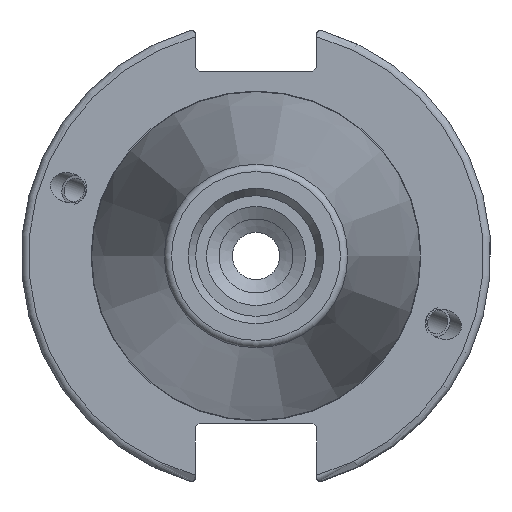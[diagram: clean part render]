
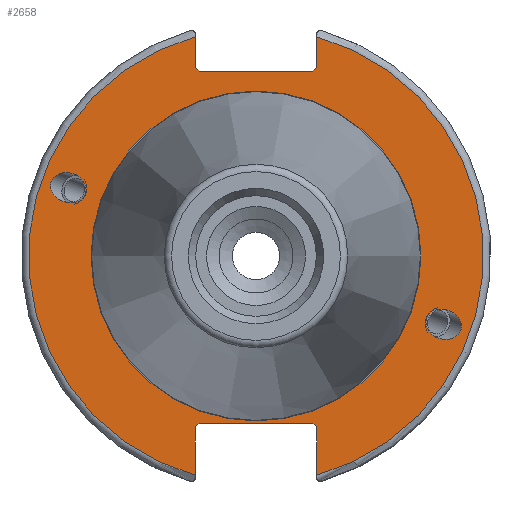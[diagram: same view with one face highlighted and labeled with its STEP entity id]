
A CAD part, left-side view. The second image highlights one B-rep face of the part: STEP entity #2658.
In plain terms, the highlighted planar face has unit normal (-1, 0, 0).
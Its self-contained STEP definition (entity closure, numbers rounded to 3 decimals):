
#405=ELLIPSE('',#2981,2.442,2.);
#414=ELLIPSE('',#3024,2.442,2.);
#432=PLANE('',#3030);
#482=FACE_BOUND('',#748,.T.);
#483=FACE_BOUND('',#749,.T.);
#484=FACE_BOUND('',#750,.T.);
#603=FACE_OUTER_BOUND('',#747,.T.);
#747=EDGE_LOOP('',(#2062,#2063,#2064,#2065,#2066,#2067,#2068,#2069,#2070,
#2071,#2072,#2073));
#748=EDGE_LOOP('',(#2074));
#749=EDGE_LOOP('',(#2075));
#750=EDGE_LOOP('',(#2076));
#893=LINE('',#4477,#1032);
#894=LINE('',#4479,#1033);
#895=LINE('',#4481,#1034);
#896=LINE('',#4483,#1035);
#897=LINE('',#4485,#1036);
#898=LINE('',#4489,#1037);
#899=LINE('',#4491,#1038);
#900=LINE('',#4493,#1039);
#901=LINE('',#4495,#1040);
#902=LINE('',#4496,#1041);
#1032=VECTOR('',#3496,10.);
#1033=VECTOR('',#3497,10.);
#1034=VECTOR('',#3498,10.);
#1035=VECTOR('',#3499,10.);
#1036=VECTOR('',#3500,10.);
#1037=VECTOR('',#3503,10.);
#1038=VECTOR('',#3504,10.);
#1039=VECTOR('',#3505,10.);
#1040=VECTOR('',#3506,10.);
#1041=VECTOR('',#3507,10.);
#1171=CIRCLE('',#3028,22.3);
#1173=CIRCLE('',#3031,30.75);
#1174=CIRCLE('',#3032,30.75);
#1302=VERTEX_POINT('',#4278);
#1342=VERTEX_POINT('',#4461);
#1345=VERTEX_POINT('',#4468);
#1346=VERTEX_POINT('',#4473);
#1347=VERTEX_POINT('',#4474);
#1348=VERTEX_POINT('',#4476);
#1349=VERTEX_POINT('',#4478);
#1350=VERTEX_POINT('',#4480);
#1351=VERTEX_POINT('',#4482);
#1352=VERTEX_POINT('',#4484);
#1353=VERTEX_POINT('',#4486);
#1354=VERTEX_POINT('',#4488);
#1355=VERTEX_POINT('',#4490);
#1356=VERTEX_POINT('',#4492);
#1357=VERTEX_POINT('',#4494);
#1556=EDGE_CURVE('',#1302,#1302,#405,.T.);
#1612=EDGE_CURVE('',#1342,#1342,#414,.T.);
#1615=EDGE_CURVE('',#1345,#1345,#1171,.T.);
#1617=EDGE_CURVE('',#1346,#1347,#1173,.T.);
#1618=EDGE_CURVE('',#1346,#1348,#893,.T.);
#1619=EDGE_CURVE('',#1349,#1348,#894,.T.);
#1620=EDGE_CURVE('',#1349,#1350,#895,.T.);
#1621=EDGE_CURVE('',#1351,#1350,#896,.T.);
#1622=EDGE_CURVE('',#1351,#1352,#897,.T.);
#1623=EDGE_CURVE('',#1353,#1352,#1174,.T.);
#1624=EDGE_CURVE('',#1353,#1354,#898,.T.);
#1625=EDGE_CURVE('',#1355,#1354,#899,.T.);
#1626=EDGE_CURVE('',#1355,#1356,#900,.T.);
#1627=EDGE_CURVE('',#1357,#1356,#901,.T.);
#1628=EDGE_CURVE('',#1357,#1347,#902,.T.);
#2062=ORIENTED_EDGE('',*,*,#1617,.F.);
#2063=ORIENTED_EDGE('',*,*,#1618,.T.);
#2064=ORIENTED_EDGE('',*,*,#1619,.F.);
#2065=ORIENTED_EDGE('',*,*,#1620,.T.);
#2066=ORIENTED_EDGE('',*,*,#1621,.F.);
#2067=ORIENTED_EDGE('',*,*,#1622,.T.);
#2068=ORIENTED_EDGE('',*,*,#1623,.F.);
#2069=ORIENTED_EDGE('',*,*,#1624,.T.);
#2070=ORIENTED_EDGE('',*,*,#1625,.F.);
#2071=ORIENTED_EDGE('',*,*,#1626,.T.);
#2072=ORIENTED_EDGE('',*,*,#1627,.F.);
#2073=ORIENTED_EDGE('',*,*,#1628,.T.);
#2074=ORIENTED_EDGE('',*,*,#1556,.T.);
#2075=ORIENTED_EDGE('',*,*,#1612,.T.);
#2076=ORIENTED_EDGE('',*,*,#1615,.F.);
#2658=ADVANCED_FACE('',(#603,#482,#483,#484),#432,.T.);
#2981=AXIS2_PLACEMENT_3D('',#4280,#3377,#3378);
#3024=AXIS2_PLACEMENT_3D('',#4463,#3480,#3481);
#3028=AXIS2_PLACEMENT_3D('',#4470,#3488,#3489);
#3030=AXIS2_PLACEMENT_3D('',#4472,#3492,#3493);
#3031=AXIS2_PLACEMENT_3D('',#4475,#3494,#3495);
#3032=AXIS2_PLACEMENT_3D('',#4487,#3501,#3502);
#3377=DIRECTION('center_axis',(1.,0.,0.));
#3378=DIRECTION('ref_axis',(0.,-0.94,-0.342));
#3480=DIRECTION('center_axis',(1.,0.,0.));
#3481=DIRECTION('ref_axis',(0.,0.94,0.342));
#3488=DIRECTION('center_axis',(-1.,0.,0.));
#3489=DIRECTION('ref_axis',(0.,-1.,0.));
#3492=DIRECTION('center_axis',(-1.,0.,0.));
#3493=DIRECTION('ref_axis',(0.,0.,1.));
#3494=DIRECTION('center_axis',(1.,0.,0.));
#3495=DIRECTION('ref_axis',(0.,-1.,0.));
#3496=DIRECTION('',(0.,0.,-1.));
#3497=DIRECTION('',(0.,-0.707,0.707));
#3498=DIRECTION('',(0.,1.,0.));
#3499=DIRECTION('',(0.,-0.707,-0.707));
#3500=DIRECTION('',(0.,0.,1.));
#3501=DIRECTION('center_axis',(1.,0.,0.));
#3502=DIRECTION('ref_axis',(0.,1.,0.));
#3503=DIRECTION('',(0.,0.,1.));
#3504=DIRECTION('',(0.,0.707,-0.707));
#3505=DIRECTION('',(0.,-1.,0.));
#3506=DIRECTION('',(0.,0.707,0.707));
#3507=DIRECTION('',(0.,0.,-1.));
#4278=CARTESIAN_POINT('',(3.175,-23.077,-8.399));
#4280=CARTESIAN_POINT('Origin',(3.175,-25.372,-9.235));
#4461=CARTESIAN_POINT('',(3.175,23.077,8.399));
#4463=CARTESIAN_POINT('Origin',(3.175,25.372,9.235));
#4468=CARTESIAN_POINT('',(3.175,0.,22.3));
#4470=CARTESIAN_POINT('Origin',(3.175,0.,0.));
#4472=CARTESIAN_POINT('Origin',(3.175,31.75,0.));
#4473=CARTESIAN_POINT('',(3.175,-8.19,29.639));
#4474=CARTESIAN_POINT('',(3.175,-8.19,-29.639));
#4475=CARTESIAN_POINT('Origin',(3.175,0.,0.));
#4476=CARTESIAN_POINT('',(3.175,-8.19,25.5));
#4477=CARTESIAN_POINT('',(3.175,-8.19,12.5));
#4478=CARTESIAN_POINT('',(3.175,-7.69,25.));
#4479=CARTESIAN_POINT('',(3.175,8.295,9.015));
#4480=CARTESIAN_POINT('',(3.175,7.69,25.));
#4481=CARTESIAN_POINT('',(3.175,15.875,25.));
#4482=CARTESIAN_POINT('',(3.175,8.19,25.5));
#4483=CARTESIAN_POINT('',(3.175,7.58,24.89));
#4484=CARTESIAN_POINT('',(3.175,8.19,29.639));
#4485=CARTESIAN_POINT('',(3.175,8.19,12.5));
#4486=CARTESIAN_POINT('',(3.175,8.19,-29.639));
#4487=CARTESIAN_POINT('Origin',(3.175,0.,0.));
#4488=CARTESIAN_POINT('',(3.175,8.19,-23.1));
#4489=CARTESIAN_POINT('',(3.175,8.19,-11.3));
#4490=CARTESIAN_POINT('',(3.175,7.69,-22.6));
#4491=CARTESIAN_POINT('',(3.175,8.18,-23.09));
#4492=CARTESIAN_POINT('',(3.175,-7.69,-22.6));
#4493=CARTESIAN_POINT('',(3.175,15.875,-22.6));
#4494=CARTESIAN_POINT('',(3.175,-8.19,-23.1));
#4495=CARTESIAN_POINT('',(3.175,7.695,-7.215));
#4496=CARTESIAN_POINT('',(3.175,-8.19,-11.3));
